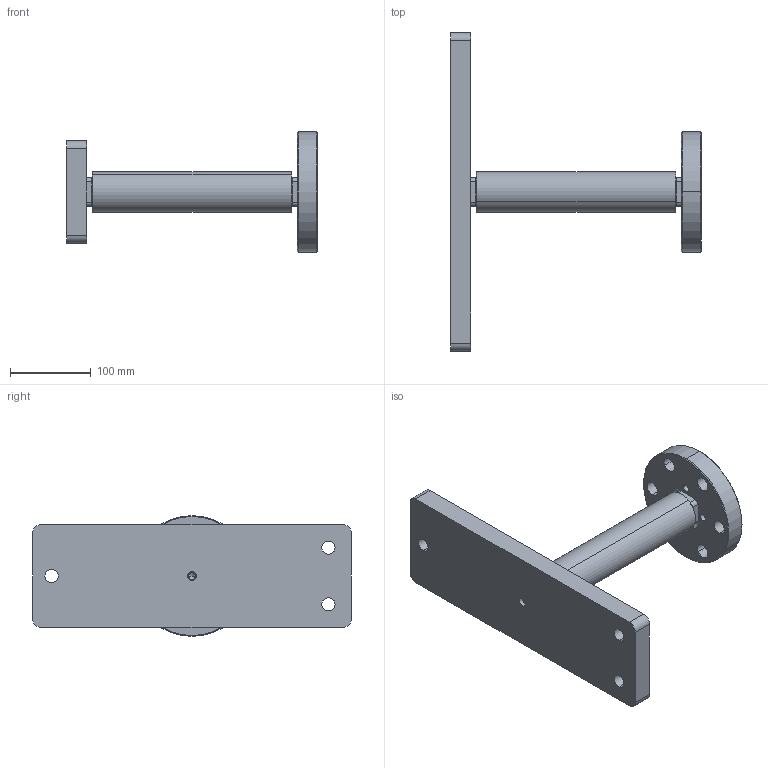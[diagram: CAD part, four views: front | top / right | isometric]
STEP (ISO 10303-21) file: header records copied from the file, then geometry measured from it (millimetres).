
FILE_DESCRIPTION(('CATIA V5 STEP Exchange'),'2;1');
FILE_NAME('RimRunningIn_Tooling_r02.stp','2021-07-09T16:56:47+00:00',('none'),('none'),'CATIA Version 5-6 Release 2016','CATIA V5 STEP AP203','none');
FILE_SCHEMA(('CONFIG_CONTROL_DESIGN'));
Length unit declared in the file: millimetre
Products named in the file (1): Product144
Assembly tree (3 placements, depth 2):
  Product144
    #57
    #1286
    #2962
Bounding box: 310 x 393.5 x 149 mm (x, y, z)
Volume: 2104408 mm3; surface area: 235967.1 mm2
Topology: 3 solids, 3 shells, 196 faces, 450 edges, 265 vertices
Faces by surface type: cone 72, cylinder 66, plane 50, torus 8
Entity records: 5261 total; most frequent: ORIENTED_EDGE 892, CARTESIAN_POINT 882, DIRECTION 788, EDGE_CURVE 446, AXIS2_PLACEMENT_3D 379, VERTEX_POINT 262, VECTOR 238, LINE 238
